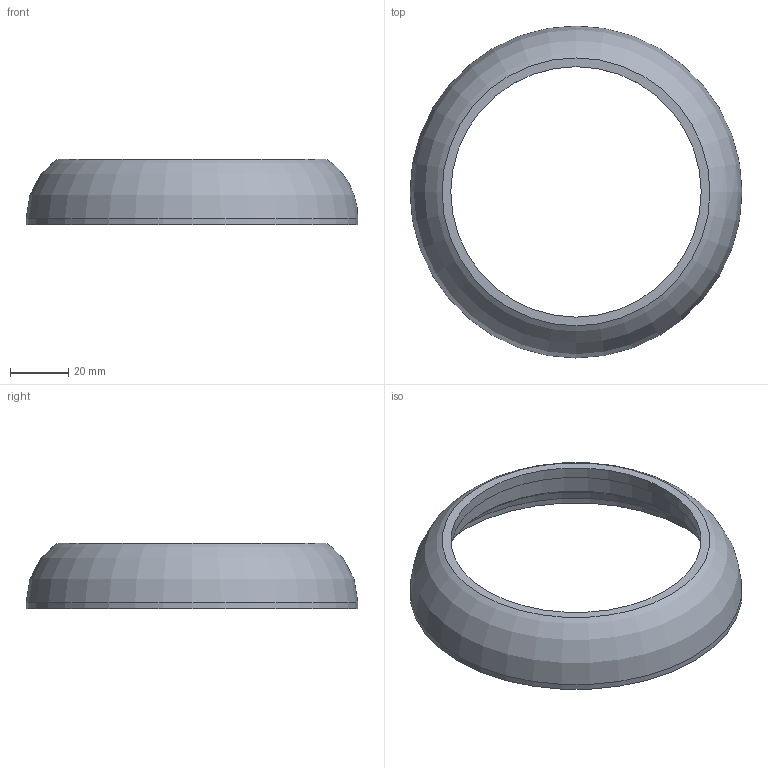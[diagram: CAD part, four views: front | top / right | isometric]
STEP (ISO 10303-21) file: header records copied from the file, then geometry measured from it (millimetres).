
FILE_DESCRIPTION(('STEP AP214'), '1');
FILE_NAME('牮赅 羿瘥', '', ('UNSPECIFIED'), ('UNSPECIFIED'), 'C3D Converter', 'C3D Toolkit', '');
FILE_SCHEMA(('AUTOMOTIVE_DESIGN { 1 0 10303 214 3 1 1}'));
Length unit declared in the file: millimetre
Bounding box: 114 x 114 x 22.5 mm (x, y, z)
Volume: 34678.5 mm3; surface area: 22753.7 mm2
Topology: 1 solids, 1 shells, 34 faces, 79 edges, 52 vertices
Faces by surface type: cylinder 19, plane 7, torus 5, revolution 2, cone 1
Full cylindrical faces by diameter (mm): 3 x3, 86 x1, 91 x1, 108 x1, 114 x1
Entity records: 1959 total; most frequent: CARTESIAN_POINT 896, DIRECTION 164, ORIENTED_EDGE 138, AXIS2_PLACEMENT_3D 75, EDGE_CURVE 69, VERTEX_POINT 52, EDGE_LOOP 51, CIRCLE 42
